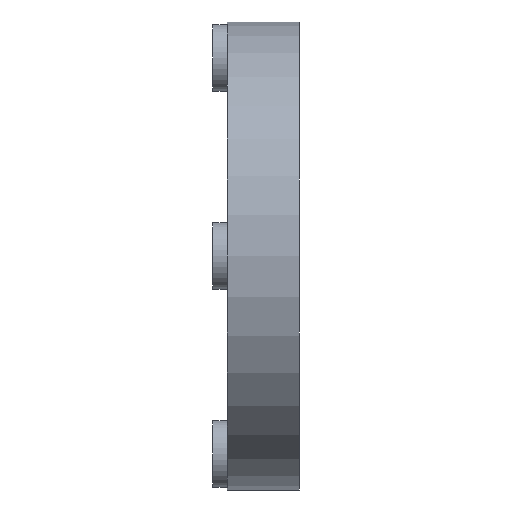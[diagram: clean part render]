
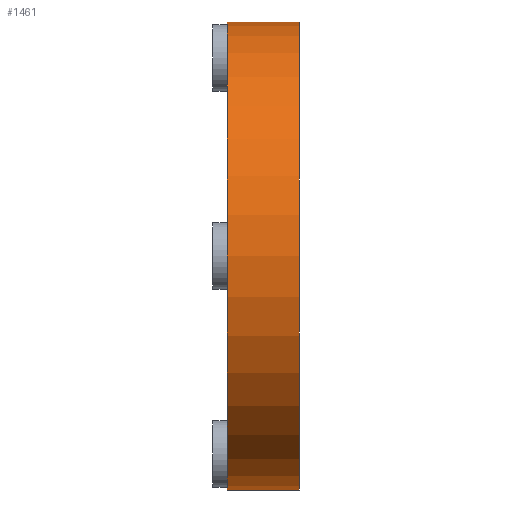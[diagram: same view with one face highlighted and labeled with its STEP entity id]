
A CAD part, left-side view. The second image highlights one B-rep face of the part: STEP entity #1461.
In plain terms, the highlighted cylindrical face has radius 32.5 mm (diameter 65 mm), a partial arc.
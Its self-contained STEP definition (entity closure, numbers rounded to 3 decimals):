
#54 = EDGE_CURVE ( 'NONE', #549, #1980, #2273, .T. ) ;
#107 = DIRECTION ( 'NONE',  ( 0., 0., -1. ) ) ;
#153 = CARTESIAN_POINT ( 'NONE',  ( 0., 3., 32.5 ) ) ;
#176 = DIRECTION ( 'NONE',  ( 0., 0., -1. ) ) ;
#210 = DIRECTION ( 'NONE',  ( 0., -1., 0. ) ) ;
#291 = CARTESIAN_POINT ( 'NONE',  ( 0., -7., 0. ) ) ;
#310 = ORIENTED_EDGE ( 'NONE', *, *, #627, .F. ) ;
#341 = VERTEX_POINT ( 'NONE', #1914 ) ;
#411 = CARTESIAN_POINT ( 'NONE',  ( 0., 3., -32.5 ) ) ;
#549 = VERTEX_POINT ( 'NONE', #875 ) ;
#554 = CARTESIAN_POINT ( 'NONE',  ( 0., 3., 0. ) ) ;
#579 = DIRECTION ( 'NONE',  ( 0., 0., 1. ) ) ;
#580 = CARTESIAN_POINT ( 'NONE',  ( 0., -7., -32.5 ) ) ;
#627 = EDGE_CURVE ( 'NONE', #549, #341, #1550, .T. ) ;
#655 = AXIS2_PLACEMENT_3D ( 'NONE', #291, #1020, #107 ) ;
#721 = CARTESIAN_POINT ( 'NONE',  ( 0., 3., 0. ) ) ;
#725 = CARTESIAN_POINT ( 'NONE',  ( 0., -7., 32.5 ) ) ;
#875 = CARTESIAN_POINT ( 'NONE',  ( 0., 3., -32.5 ) ) ;
#1020 = DIRECTION ( 'NONE',  ( 0., -1., 0. ) ) ;
#1039 = EDGE_CURVE ( 'NONE', #341, #1447, #1133, .T. ) ;
#1122 = AXIS2_PLACEMENT_3D ( 'NONE', #554, #210, #176 ) ;
#1128 = CIRCLE ( 'NONE', #655, 32.5 ) ;
#1133 = LINE ( 'NONE', #153, #1316 ) ;
#1316 = VECTOR ( 'NONE', #1966, 1000. ) ;
#1447 = VERTEX_POINT ( 'NONE', #725 ) ;
#1461 = ADVANCED_FACE ( 'NONE', ( #1486 ), #2011, .T. ) ;
#1486 = FACE_OUTER_BOUND ( 'NONE', #1491, .T. ) ;
#1491 = EDGE_LOOP ( 'NONE', ( #2377, #310, #1814, #2179 ) ) ;
#1550 = CIRCLE ( 'NONE', #1700, 32.5 ) ;
#1569 = DIRECTION ( 'NONE',  ( 0., -1., 0. ) ) ;
#1652 = VECTOR ( 'NONE', #1569, 1000. ) ;
#1700 = AXIS2_PLACEMENT_3D ( 'NONE', #721, #1843, #579 ) ;
#1814 = ORIENTED_EDGE ( 'NONE', *, *, #54, .T. ) ;
#1843 = DIRECTION ( 'NONE',  ( 0., 1., 0. ) ) ;
#1914 = CARTESIAN_POINT ( 'NONE',  ( 0., 3., 32.5 ) ) ;
#1966 = DIRECTION ( 'NONE',  ( 0., -1., 0. ) ) ;
#1980 = VERTEX_POINT ( 'NONE', #580 ) ;
#2011 = CYLINDRICAL_SURFACE ( 'NONE', #1122, 32.5 ) ;
#2179 = ORIENTED_EDGE ( 'NONE', *, *, #2264, .F. ) ;
#2264 = EDGE_CURVE ( 'NONE', #1447, #1980, #1128, .T. ) ;
#2273 = LINE ( 'NONE', #411, #1652 ) ;
#2377 = ORIENTED_EDGE ( 'NONE', *, *, #1039, .F. ) ;
